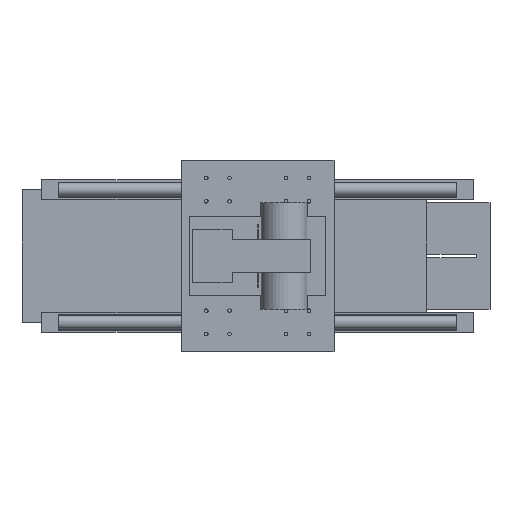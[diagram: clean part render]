
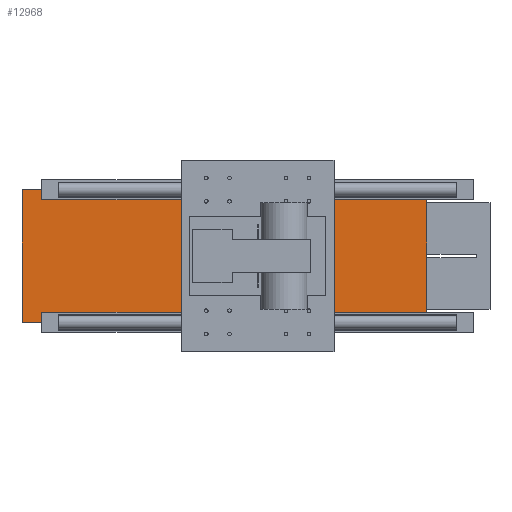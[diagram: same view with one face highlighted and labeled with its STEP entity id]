
A CAD part, top view. The second image highlights one B-rep face of the part: STEP entity #12968.
In plain terms, the highlighted planar face has unit normal (0, 0, 1).
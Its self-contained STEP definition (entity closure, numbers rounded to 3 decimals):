
#12654 = VERTEX_POINT('',#12655);
#12655 = CARTESIAN_POINT('',(-355.,-100.,6.35));
#12662 = PLANE('',#12663);
#12663 = AXIS2_PLACEMENT_3D('',#12664,#12665,#12666);
#12664 = CARTESIAN_POINT('',(-355.,-100.,0.));
#12665 = DIRECTION('',(-1.,0.,0.));
#12666 = DIRECTION('',(0.,1.,0.));
#12674 = PLANE('',#12675);
#12675 = AXIS2_PLACEMENT_3D('',#12676,#12677,#12678);
#12676 = CARTESIAN_POINT('',(-355.,-100.,0.));
#12677 = DIRECTION('',(0.,1.,0.));
#12678 = DIRECTION('',(1.,0.,0.));
#12686 = EDGE_CURVE('',#12654,#12687,#12689,.T.);
#12687 = VERTEX_POINT('',#12688);
#12688 = CARTESIAN_POINT('',(-355.,100.,6.35));
#12689 = SURFACE_CURVE('',#12690,(#12694,#12701),.PCURVE_S1.);
#12690 = LINE('',#12691,#12692);
#12691 = CARTESIAN_POINT('',(-355.,0.,6.35));
#12692 = VECTOR('',#12693,1.);
#12693 = DIRECTION('',(0.,1.,0.));
#12694 = PCURVE('',#12662,#12695);
#12695 = DEFINITIONAL_REPRESENTATION('',(#12696),#12700);
#12696 = LINE('',#12697,#12698);
#12697 = CARTESIAN_POINT('',(100.,-6.35));
#12698 = VECTOR('',#12699,1.);
#12699 = DIRECTION('',(1.,0.));
#12700 = ( GEOMETRIC_REPRESENTATION_CONTEXT(2) 
PARAMETRIC_REPRESENTATION_CONTEXT() REPRESENTATION_CONTEXT('2D SPACE',''
  ) );
#12701 = PCURVE('',#12702,#12707);
#12702 = PLANE('',#12703);
#12703 = AXIS2_PLACEMENT_3D('',#12704,#12705,#12706);
#12704 = CARTESIAN_POINT('',(-50.,0.,6.35));
#12705 = DIRECTION('',(0.,0.,1.));
#12706 = DIRECTION('',(1.,0.,0.));
#12707 = DEFINITIONAL_REPRESENTATION('',(#12708),#12712);
#12708 = LINE('',#12709,#12710);
#12709 = CARTESIAN_POINT('',(-305.,0.));
#12710 = VECTOR('',#12711,1.);
#12711 = DIRECTION('',(0.,1.));
#12712 = ( GEOMETRIC_REPRESENTATION_CONTEXT(2) 
PARAMETRIC_REPRESENTATION_CONTEXT() REPRESENTATION_CONTEXT('2D SPACE',''
  ) );
#12730 = PLANE('',#12731);
#12731 = AXIS2_PLACEMENT_3D('',#12732,#12733,#12734);
#12732 = CARTESIAN_POINT('',(-355.,100.,0.));
#12733 = DIRECTION('',(0.,1.,0.));
#12734 = DIRECTION('',(1.,0.,0.));
#12772 = EDGE_CURVE('',#12654,#12773,#12775,.T.);
#12773 = VERTEX_POINT('',#12774);
#12774 = CARTESIAN_POINT('',(255.,-100.,6.35));
#12775 = SURFACE_CURVE('',#12776,(#12780,#12787),.PCURVE_S1.);
#12776 = LINE('',#12777,#12778);
#12777 = CARTESIAN_POINT('',(-50.,-100.,6.35));
#12778 = VECTOR('',#12779,1.);
#12779 = DIRECTION('',(1.,0.,0.));
#12780 = PCURVE('',#12674,#12781);
#12781 = DEFINITIONAL_REPRESENTATION('',(#12782),#12786);
#12782 = LINE('',#12783,#12784);
#12783 = CARTESIAN_POINT('',(305.,-6.35));
#12784 = VECTOR('',#12785,1.);
#12785 = DIRECTION('',(1.,0.));
#12786 = ( GEOMETRIC_REPRESENTATION_CONTEXT(2) 
PARAMETRIC_REPRESENTATION_CONTEXT() REPRESENTATION_CONTEXT('2D SPACE',''
  ) );
#12787 = PCURVE('',#12702,#12788);
#12788 = DEFINITIONAL_REPRESENTATION('',(#12789),#12793);
#12789 = LINE('',#12790,#12791);
#12790 = CARTESIAN_POINT('',(0.,-100.));
#12791 = VECTOR('',#12792,1.);
#12792 = DIRECTION('',(1.,0.));
#12793 = ( GEOMETRIC_REPRESENTATION_CONTEXT(2) 
PARAMETRIC_REPRESENTATION_CONTEXT() REPRESENTATION_CONTEXT('2D SPACE',''
  ) );
#12811 = PLANE('',#12812);
#12812 = AXIS2_PLACEMENT_3D('',#12813,#12814,#12815);
#12813 = CARTESIAN_POINT('',(255.,-100.,0.));
#12814 = DIRECTION('',(-1.,0.,0.));
#12815 = DIRECTION('',(0.,1.,0.));
#12848 = EDGE_CURVE('',#12773,#12849,#12851,.T.);
#12849 = VERTEX_POINT('',#12850);
#12850 = CARTESIAN_POINT('',(255.,100.,6.35));
#12851 = SURFACE_CURVE('',#12852,(#12856,#12863),.PCURVE_S1.);
#12852 = LINE('',#12853,#12854);
#12853 = CARTESIAN_POINT('',(255.,0.,6.35));
#12854 = VECTOR('',#12855,1.);
#12855 = DIRECTION('',(0.,1.,0.));
#12856 = PCURVE('',#12811,#12857);
#12857 = DEFINITIONAL_REPRESENTATION('',(#12858),#12862);
#12858 = LINE('',#12859,#12860);
#12859 = CARTESIAN_POINT('',(100.,-6.35));
#12860 = VECTOR('',#12861,1.);
#12861 = DIRECTION('',(1.,0.));
#12862 = ( GEOMETRIC_REPRESENTATION_CONTEXT(2) 
PARAMETRIC_REPRESENTATION_CONTEXT() REPRESENTATION_CONTEXT('2D SPACE',''
  ) );
#12863 = PCURVE('',#12702,#12864);
#12864 = DEFINITIONAL_REPRESENTATION('',(#12865),#12869);
#12865 = LINE('',#12866,#12867);
#12866 = CARTESIAN_POINT('',(305.,0.));
#12867 = VECTOR('',#12868,1.);
#12868 = DIRECTION('',(0.,1.));
#12869 = ( GEOMETRIC_REPRESENTATION_CONTEXT(2) 
PARAMETRIC_REPRESENTATION_CONTEXT() REPRESENTATION_CONTEXT('2D SPACE',''
  ) );
#12919 = EDGE_CURVE('',#12687,#12849,#12920,.T.);
#12920 = SURFACE_CURVE('',#12921,(#12925,#12932),.PCURVE_S1.);
#12921 = LINE('',#12922,#12923);
#12922 = CARTESIAN_POINT('',(-50.,100.,6.35));
#12923 = VECTOR('',#12924,1.);
#12924 = DIRECTION('',(1.,0.,0.));
#12925 = PCURVE('',#12730,#12926);
#12926 = DEFINITIONAL_REPRESENTATION('',(#12927),#12931);
#12927 = LINE('',#12928,#12929);
#12928 = CARTESIAN_POINT('',(305.,-6.35));
#12929 = VECTOR('',#12930,1.);
#12930 = DIRECTION('',(1.,0.));
#12931 = ( GEOMETRIC_REPRESENTATION_CONTEXT(2) 
PARAMETRIC_REPRESENTATION_CONTEXT() REPRESENTATION_CONTEXT('2D SPACE',''
  ) );
#12932 = PCURVE('',#12702,#12933);
#12933 = DEFINITIONAL_REPRESENTATION('',(#12934),#12938);
#12934 = LINE('',#12935,#12936);
#12935 = CARTESIAN_POINT('',(0.,100.));
#12936 = VECTOR('',#12937,1.);
#12937 = DIRECTION('',(1.,0.));
#12938 = ( GEOMETRIC_REPRESENTATION_CONTEXT(2) 
PARAMETRIC_REPRESENTATION_CONTEXT() REPRESENTATION_CONTEXT('2D SPACE',''
  ) );
#12968 = ADVANCED_FACE('',(#12969),#12702,.T.);
#12969 = FACE_BOUND('',#12970,.T.);
#12970 = EDGE_LOOP('',(#12971,#12972,#12973,#12974));
#12971 = ORIENTED_EDGE('',*,*,#12686,.F.);
#12972 = ORIENTED_EDGE('',*,*,#12772,.T.);
#12973 = ORIENTED_EDGE('',*,*,#12848,.T.);
#12974 = ORIENTED_EDGE('',*,*,#12919,.F.);
